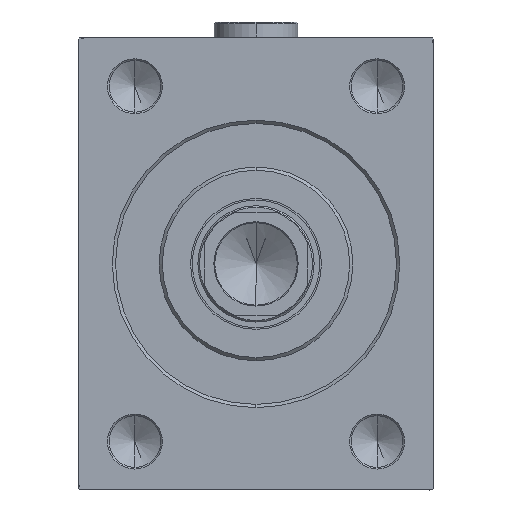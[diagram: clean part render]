
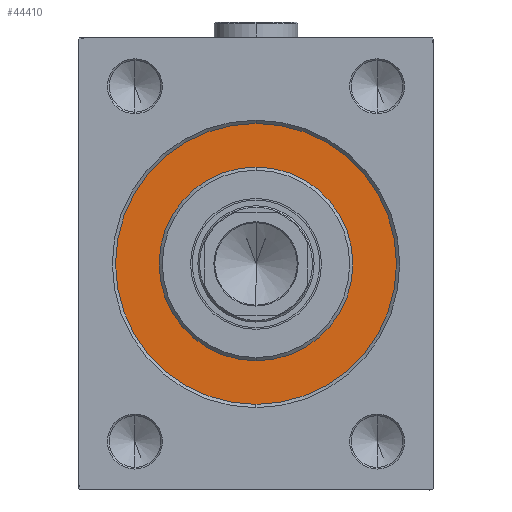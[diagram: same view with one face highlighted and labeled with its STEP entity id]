
A CAD part, left-side view. The second image highlights one B-rep face of the part: STEP entity #44410.
In plain terms, the highlighted face is planar.
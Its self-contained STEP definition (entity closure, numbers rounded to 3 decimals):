
#1575 = VERTEX_POINT ( 'NONE', #31942 ) ;
#2915 = DIRECTION ( 'NONE',  ( 1., 0., 0. ) ) ;
#4284 = CIRCLE ( 'NONE', #16807, 43.5 ) ;
#4583 = DIRECTION ( 'NONE',  ( -1., 0., 0. ) ) ;
#4703 = DIRECTION ( 'NONE',  ( -1., 0., 0. ) ) ;
#6349 = DIRECTION ( 'NONE',  ( -1., 0., 0. ) ) ;
#6616 = CARTESIAN_POINT ( 'NONE',  ( 0., 0., -43.5 ) ) ;
#6883 = CARTESIAN_POINT ( 'NONE',  ( 0., 0., -30. ) ) ;
#7472 = CIRCLE ( 'NONE', #19289, 30. ) ;
#7584 = VERTEX_POINT ( 'NONE', #6616 ) ;
#8037 = CARTESIAN_POINT ( 'NONE',  ( 0., 0., 0. ) ) ;
#8282 = DIRECTION ( 'NONE',  ( 0., 0., -1. ) ) ;
#8630 = EDGE_LOOP ( 'NONE', ( #18027, #24529 ) ) ;
#9017 = EDGE_CURVE ( 'NONE', #12319, #7584, #14399, .T. ) ;
#9417 = CIRCLE ( 'NONE', #27870, 30. ) ;
#10242 = AXIS2_PLACEMENT_3D ( 'NONE', #18564, #4703, #24810 ) ;
#12196 = AXIS2_PLACEMENT_3D ( 'NONE', #41716, #6349, #44732 ) ;
#12319 = VERTEX_POINT ( 'NONE', #24935 ) ;
#12794 = ORIENTED_EDGE ( 'NONE', *, *, #9017, .F. ) ;
#14399 = CIRCLE ( 'NONE', #12196, 43.5 ) ;
#14871 = FACE_OUTER_BOUND ( 'NONE', #25426, .T. ) ;
#16807 = AXIS2_PLACEMENT_3D ( 'NONE', #8037, #4583, #21455 ) ;
#18027 = ORIENTED_EDGE ( 'NONE', *, *, #40450, .F. ) ;
#18564 = CARTESIAN_POINT ( 'NONE',  ( 0., 0., 0. ) ) ;
#19289 = AXIS2_PLACEMENT_3D ( 'NONE', #34812, #2915, #44981 ) ;
#21455 = DIRECTION ( 'NONE',  ( 0., 0., 1. ) ) ;
#24529 = ORIENTED_EDGE ( 'NONE', *, *, #28004, .F. ) ;
#24810 = DIRECTION ( 'NONE',  ( 0., 0., 1. ) ) ;
#24935 = CARTESIAN_POINT ( 'NONE',  ( 0., 0., 43.5 ) ) ;
#25426 = EDGE_LOOP ( 'NONE', ( #29619, #12794 ) ) ;
#27870 = AXIS2_PLACEMENT_3D ( 'NONE', #39261, #42962, #8282 ) ;
#28004 = EDGE_CURVE ( 'NONE', #37455, #1575, #7472, .T. ) ;
#29619 = ORIENTED_EDGE ( 'NONE', *, *, #41887, .F. ) ;
#31942 = CARTESIAN_POINT ( 'NONE',  ( 0., 0., 30. ) ) ;
#32905 = FACE_BOUND ( 'NONE', #8630, .T. ) ;
#34812 = CARTESIAN_POINT ( 'NONE',  ( 0., 0., 0. ) ) ;
#37455 = VERTEX_POINT ( 'NONE', #6883 ) ;
#39155 = PLANE ( 'NONE',  #10242 ) ;
#39261 = CARTESIAN_POINT ( 'NONE',  ( 0., 0., 0. ) ) ;
#40450 = EDGE_CURVE ( 'NONE', #1575, #37455, #9417, .T. ) ;
#41716 = CARTESIAN_POINT ( 'NONE',  ( 0., 0., 0. ) ) ;
#41887 = EDGE_CURVE ( 'NONE', #7584, #12319, #4284, .T. ) ;
#42962 = DIRECTION ( 'NONE',  ( 1., 0., 0. ) ) ;
#44410 = ADVANCED_FACE ( 'NONE', ( #32905, #14871 ), #39155, .F. ) ;
#44732 = DIRECTION ( 'NONE',  ( 0., 0., 1. ) ) ;
#44981 = DIRECTION ( 'NONE',  ( 0., 0., -1. ) ) ;
